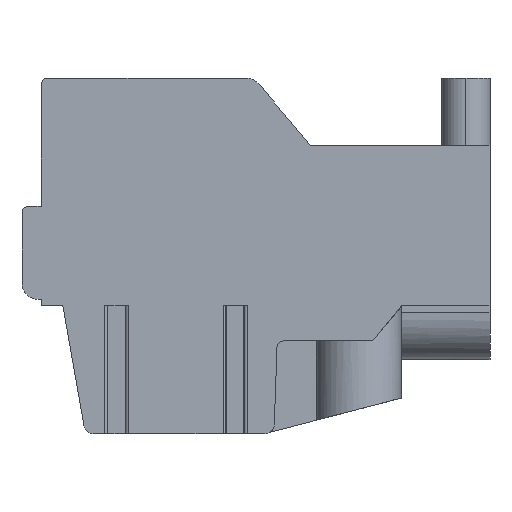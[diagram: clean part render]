
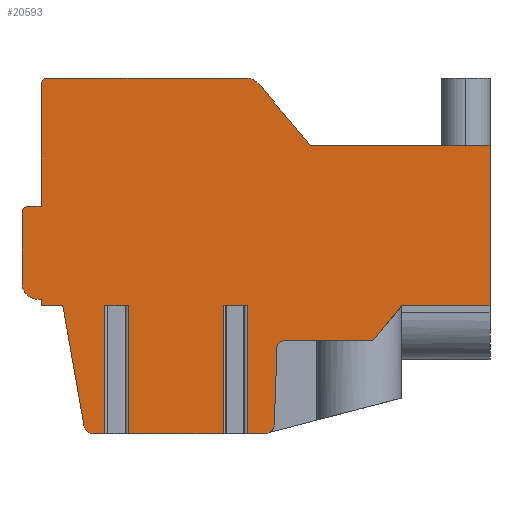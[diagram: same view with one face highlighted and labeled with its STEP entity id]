
A CAD part, front view. The second image highlights one B-rep face of the part: STEP entity #20593.
In plain terms, the highlighted planar face has unit normal (0, -1, 0).
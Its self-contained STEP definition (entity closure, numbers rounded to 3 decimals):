
#1=DIRECTION('',(1.,0.,0.));
#2=VECTOR('',#1,0.746);
#3=CARTESIAN_POINT('',(-12.023,0.,-7.186));
#4=LINE('',#3,#2);
#5=DIRECTION('',(0.,0.,-1.));
#6=VECTOR('',#5,4.);
#7=CARTESIAN_POINT('',(-12.023,0.,-7.186));
#8=LINE('',#7,#6);
#9=DIRECTION('',(-1.,0.,0.));
#10=VECTOR('',#9,0.348);
#11=CARTESIAN_POINT('',(-12.023,0.,-11.186));
#12=LINE('',#11,#10);
#13=CARTESIAN_POINT('',(-12.371,0.,-10.886));
#14=DIRECTION('',(0.,1.,0.));
#15=DIRECTION('',(0.,0.,-1.));
#16=AXIS2_PLACEMENT_3D('',#13,#14,#15);
#18=DIRECTION('',(-0.174,0.,0.985));
#19=VECTOR('',#18,3.81);
#20=CARTESIAN_POINT('',(-12.667,0.,-10.938));
#21=LINE('',#20,#19);
#22=DIRECTION('',(-1.,0.,0.));
#23=VECTOR('',#22,0.672);
#24=CARTESIAN_POINT('',(-13.328,0.,-7.186));
#25=LINE('',#24,#23);
#26=DIRECTION('',(0.,0.,1.));
#27=VECTOR('',#26,0.2);
#28=CARTESIAN_POINT('',(-14.,0.,-7.186));
#29=LINE('',#28,#27);
#30=DIRECTION('',(-1.,0.,0.));
#31=VECTOR('',#30,0.1);
#32=CARTESIAN_POINT('',(-14.,0.,-6.986));
#33=LINE('',#32,#31);
#34=CARTESIAN_POINT('',(-14.1,0.,-6.486));
#35=DIRECTION('',(0.,1.,0.));
#36=DIRECTION('',(0.,0.,-1.));
#37=AXIS2_PLACEMENT_3D('',#34,#35,#36);
#39=DIRECTION('',(0.,0.,1.));
#40=VECTOR('',#39,2.2);
#41=CARTESIAN_POINT('',(-14.6,0.,-6.486));
#42=LINE('',#41,#40);
#43=CARTESIAN_POINT('',(-14.4,0.,-4.286));
#44=DIRECTION('',(0.,1.,0.));
#45=DIRECTION('',(-1.,0.,0.));
#46=AXIS2_PLACEMENT_3D('',#43,#44,#45);
#48=DIRECTION('',(1.,0.,0.));
#49=VECTOR('',#48,0.4);
#50=CARTESIAN_POINT('',(-14.4,0.,-4.086));
#51=LINE('',#50,#49);
#52=DIRECTION('',(0.,0.,1.));
#53=VECTOR('',#52,3.8);
#54=CARTESIAN_POINT('',(-14.,0.,-4.086));
#55=LINE('',#54,#53);
#56=CARTESIAN_POINT('',(-13.8,0.,-0.286));
#57=DIRECTION('',(0.,1.,0.));
#58=DIRECTION('',(-1.,0.,0.));
#59=AXIS2_PLACEMENT_3D('',#56,#57,#58);
#61=DIRECTION('',(1.,0.,0.));
#62=VECTOR('',#61,6.205);
#63=CARTESIAN_POINT('',(-13.8,0.,-0.086));
#64=LINE('',#63,#62);
#65=CARTESIAN_POINT('',(-7.595,0.,-0.586));
#66=DIRECTION('',(0.,1.,0.));
#67=DIRECTION('',(0.,0.,1.));
#68=AXIS2_PLACEMENT_3D('',#65,#66,#67);
#70=DIRECTION('',(0.643,0.,-0.766));
#71=VECTOR('',#70,2.508);
#72=CARTESIAN_POINT('',(-7.212,0.,-0.264));
#73=LINE('',#72,#71);
#74=DIRECTION('',(1.,0.,0.));
#75=VECTOR('',#74,5.6);
#76=CARTESIAN_POINT('',(-5.6,0.,-2.186));
#77=LINE('',#76,#75);
#78=DIRECTION('',(0.,0.,-1.));
#79=VECTOR('',#78,5.);
#80=CARTESIAN_POINT('',(0.,0.,-2.186));
#81=LINE('',#80,#79);
#82=DIRECTION('',(-1.,0.,0.));
#83=VECTOR('',#82,2.75);
#84=CARTESIAN_POINT('',(0.,0.,-7.186));
#85=LINE('',#84,#83);
#86=DIRECTION('',(-0.635,0.,-0.773));
#87=VECTOR('',#86,1.423);
#88=CARTESIAN_POINT('',(-2.75,0.,-7.186));
#89=LINE('',#88,#87);
#90=DIRECTION('',(-1.,0.,0.));
#91=VECTOR('',#90,2.792);
#92=CARTESIAN_POINT('',(-3.653,0.,-8.286));
#93=LINE('',#92,#91);
#94=CARTESIAN_POINT('',(-6.445,0.,-8.486));
#95=DIRECTION('',(0.,-1.,0.));
#96=DIRECTION('',(0.,0.,1.));
#97=AXIS2_PLACEMENT_3D('',#94,#95,#96);
#99=DIRECTION('',(-0.035,0.,-0.999));
#100=VECTOR('',#99,2.419);
#101=CARTESIAN_POINT('',(-6.645,0.,-8.479));
#102=LINE('',#101,#100);
#103=CARTESIAN_POINT('',(-7.029,0.,-10.886));
#104=DIRECTION('',(0.,1.,0.));
#105=DIRECTION('',(0.999,0.,-0.035));
#106=AXIS2_PLACEMENT_3D('',#103,#104,#105);
#108=DIRECTION('',(-1.,0.,0.));
#109=VECTOR('',#108,0.547);
#110=CARTESIAN_POINT('',(-7.029,0.,-11.186));
#111=LINE('',#110,#109);
#112=DIRECTION('',(0.,0.,-1.));
#113=VECTOR('',#112,4.);
#114=CARTESIAN_POINT('',(-7.577,0.,-7.186));
#115=LINE('',#114,#113);
#116=DIRECTION('',(1.,0.,0.));
#117=VECTOR('',#116,0.746);
#118=CARTESIAN_POINT('',(-8.323,0.,-7.186));
#119=LINE('',#118,#117);
#120=DIRECTION('',(0.,0.,-1.));
#121=VECTOR('',#120,4.);
#122=CARTESIAN_POINT('',(-8.323,0.,-7.186));
#123=LINE('',#122,#121);
#124=DIRECTION('',(-1.,0.,0.));
#125=VECTOR('',#124,2.954);
#126=CARTESIAN_POINT('',(-8.323,0.,-11.186));
#127=LINE('',#126,#125);
#128=DIRECTION('',(0.,0.,-1.));
#129=VECTOR('',#128,4.);
#130=CARTESIAN_POINT('',(-11.277,0.,-7.186));
#131=LINE('',#130,#129);
#16126=CARTESIAN_POINT('',(-14.6,0.,-6.486));
#16127=CARTESIAN_POINT('',(-14.6,0.,-4.286));
#16128=VERTEX_POINT('',#16126);
#16129=VERTEX_POINT('',#16127);
#16130=CARTESIAN_POINT('',(-14.4,0.,-4.086));
#16131=VERTEX_POINT('',#16130);
#16132=CARTESIAN_POINT('',(-14.,0.,-4.086));
#16133=VERTEX_POINT('',#16132);
#16134=CARTESIAN_POINT('',(-14.,0.,-0.286));
#16135=VERTEX_POINT('',#16134);
#16136=CARTESIAN_POINT('',(-13.8,0.,-0.086));
#16137=VERTEX_POINT('',#16136);
#16138=CARTESIAN_POINT('',(-7.595,0.,-0.086));
#16139=VERTEX_POINT('',#16138);
#16140=CARTESIAN_POINT('',(-7.212,0.,-0.264));
#16141=VERTEX_POINT('',#16140);
#16142=CARTESIAN_POINT('',(-5.6,0.,-2.186));
#16143=VERTEX_POINT('',#16142);
#16144=CARTESIAN_POINT('',(0.,0.,-2.186));
#16145=VERTEX_POINT('',#16144);
#16146=CARTESIAN_POINT('',(0.,0.,-7.186));
#16147=VERTEX_POINT('',#16146);
#16148=CARTESIAN_POINT('',(-2.75,0.,-7.186));
#16149=VERTEX_POINT('',#16148);
#16150=CARTESIAN_POINT('',(-3.653,0.,-8.286));
#16151=VERTEX_POINT('',#16150);
#16152=CARTESIAN_POINT('',(-6.445,0.,-8.286));
#16153=VERTEX_POINT('',#16152);
#16154=CARTESIAN_POINT('',(-6.645,0.,-8.479));
#16155=VERTEX_POINT('',#16154);
#16156=CARTESIAN_POINT('',(-6.73,0.,-10.896));
#16157=VERTEX_POINT('',#16156);
#16158=CARTESIAN_POINT('',(-7.029,0.,-11.186));
#16159=VERTEX_POINT('',#16158);
#16160=CARTESIAN_POINT('',(-12.371,0.,-11.186));
#16161=CARTESIAN_POINT('',(-12.667,0.,-10.938));
#16162=VERTEX_POINT('',#16160);
#16163=VERTEX_POINT('',#16161);
#16164=CARTESIAN_POINT('',(-13.328,0.,-7.186));
#16165=VERTEX_POINT('',#16164);
#16166=CARTESIAN_POINT('',(-14.,0.,-7.186));
#16167=VERTEX_POINT('',#16166);
#16168=CARTESIAN_POINT('',(-14.,0.,-6.986));
#16169=VERTEX_POINT('',#16168);
#16170=CARTESIAN_POINT('',(-14.1,0.,-6.986));
#16171=VERTEX_POINT('',#16170);
#16617=CARTESIAN_POINT('',(-12.023,0.,-7.186));
#16618=CARTESIAN_POINT('',(-11.277,0.,-7.186));
#16619=VERTEX_POINT('',#16617);
#16620=VERTEX_POINT('',#16618);
#16621=CARTESIAN_POINT('',(-8.323,0.,-7.186));
#16622=CARTESIAN_POINT('',(-7.577,0.,-7.186));
#16623=VERTEX_POINT('',#16621);
#16624=VERTEX_POINT('',#16622);
#16625=CARTESIAN_POINT('',(-11.277,0.,-11.186));
#16626=VERTEX_POINT('',#16625);
#16627=CARTESIAN_POINT('',(-12.023,0.,-11.186));
#16628=VERTEX_POINT('',#16627);
#16629=CARTESIAN_POINT('',(-8.323,0.,-11.186));
#16630=VERTEX_POINT('',#16629);
#16631=CARTESIAN_POINT('',(-7.577,0.,-11.186));
#16632=VERTEX_POINT('',#16631);
#20524=CARTESIAN_POINT('',(0.,0.,0.));
#20525=DIRECTION('',(0.,1.,0.));
#20526=DIRECTION('',(1.,0.,0.));
#20527=AXIS2_PLACEMENT_3D('',#20524,#20525,#20526);
#20528=PLANE('',#20527);
#20530=ORIENTED_EDGE('',*,*,#20529,.F.);
#20532=ORIENTED_EDGE('',*,*,#20531,.T.);
#20534=ORIENTED_EDGE('',*,*,#20533,.T.);
#20536=ORIENTED_EDGE('',*,*,#20535,.T.);
#20538=ORIENTED_EDGE('',*,*,#20537,.T.);
#20540=ORIENTED_EDGE('',*,*,#20539,.T.);
#20542=ORIENTED_EDGE('',*,*,#20541,.T.);
#20544=ORIENTED_EDGE('',*,*,#20543,.T.);
#20546=ORIENTED_EDGE('',*,*,#20545,.T.);
#20548=ORIENTED_EDGE('',*,*,#20547,.T.);
#20550=ORIENTED_EDGE('',*,*,#20549,.T.);
#20552=ORIENTED_EDGE('',*,*,#20551,.T.);
#20554=ORIENTED_EDGE('',*,*,#20553,.T.);
#20556=ORIENTED_EDGE('',*,*,#20555,.T.);
#20558=ORIENTED_EDGE('',*,*,#20557,.T.);
#20560=ORIENTED_EDGE('',*,*,#20559,.T.);
#20562=ORIENTED_EDGE('',*,*,#20561,.T.);
#20564=ORIENTED_EDGE('',*,*,#20563,.T.);
#20566=ORIENTED_EDGE('',*,*,#20565,.T.);
#20568=ORIENTED_EDGE('',*,*,#20567,.T.);
#20570=ORIENTED_EDGE('',*,*,#20569,.T.);
#20572=ORIENTED_EDGE('',*,*,#20571,.T.);
#20574=ORIENTED_EDGE('',*,*,#20573,.T.);
#20576=ORIENTED_EDGE('',*,*,#20575,.T.);
#20578=ORIENTED_EDGE('',*,*,#20577,.T.);
#20580=ORIENTED_EDGE('',*,*,#20579,.T.);
#20582=ORIENTED_EDGE('',*,*,#20581,.F.);
#20584=ORIENTED_EDGE('',*,*,#20583,.F.);
#20586=ORIENTED_EDGE('',*,*,#20585,.T.);
#20588=ORIENTED_EDGE('',*,*,#20587,.T.);
#20590=ORIENTED_EDGE('',*,*,#20589,.F.);
#20591=EDGE_LOOP('',(#20530,#20532,#20534,#20536,#20538,#20540,#20542,#20544,
#20546,#20548,#20550,#20552,#20554,#20556,#20558,#20560,#20562,#20564,#20566,
#20568,#20570,#20572,#20574,#20576,#20578,#20580,#20582,#20584,#20586,#20588,
#20590));
#20592=FACE_OUTER_BOUND('',#20591,.F.);
#20593=ADVANCED_FACE('',(#20592),#20528,.F.);
#17=CIRCLE('',#16,0.3);
#38=CIRCLE('',#37,0.5);
#47=CIRCLE('',#46,0.2);
#60=CIRCLE('',#59,0.2);
#69=CIRCLE('',#68,0.5);
#98=CIRCLE('',#97,0.2);
#107=CIRCLE('',#106,0.3);
#20529=EDGE_CURVE('',#16619,#16620,#4,.T.);
#20531=EDGE_CURVE('',#16619,#16628,#8,.T.);
#20533=EDGE_CURVE('',#16628,#16162,#12,.T.);
#20535=EDGE_CURVE('',#16162,#16163,#17,.T.);
#20537=EDGE_CURVE('',#16163,#16165,#21,.T.);
#20539=EDGE_CURVE('',#16165,#16167,#25,.T.);
#20541=EDGE_CURVE('',#16167,#16169,#29,.T.);
#20543=EDGE_CURVE('',#16169,#16171,#33,.T.);
#20545=EDGE_CURVE('',#16171,#16128,#38,.T.);
#20547=EDGE_CURVE('',#16128,#16129,#42,.T.);
#20549=EDGE_CURVE('',#16129,#16131,#47,.T.);
#20551=EDGE_CURVE('',#16131,#16133,#51,.T.);
#20553=EDGE_CURVE('',#16133,#16135,#55,.T.);
#20555=EDGE_CURVE('',#16135,#16137,#60,.T.);
#20557=EDGE_CURVE('',#16137,#16139,#64,.T.);
#20559=EDGE_CURVE('',#16139,#16141,#69,.T.);
#20561=EDGE_CURVE('',#16141,#16143,#73,.T.);
#20563=EDGE_CURVE('',#16143,#16145,#77,.T.);
#20565=EDGE_CURVE('',#16145,#16147,#81,.T.);
#20567=EDGE_CURVE('',#16147,#16149,#85,.T.);
#20569=EDGE_CURVE('',#16149,#16151,#89,.T.);
#20571=EDGE_CURVE('',#16151,#16153,#93,.T.);
#20573=EDGE_CURVE('',#16153,#16155,#98,.T.);
#20575=EDGE_CURVE('',#16155,#16157,#102,.T.);
#20577=EDGE_CURVE('',#16157,#16159,#107,.T.);
#20579=EDGE_CURVE('',#16159,#16632,#111,.T.);
#20581=EDGE_CURVE('',#16624,#16632,#115,.T.);
#20583=EDGE_CURVE('',#16623,#16624,#119,.T.);
#20585=EDGE_CURVE('',#16623,#16630,#123,.T.);
#20587=EDGE_CURVE('',#16630,#16626,#127,.T.);
#20589=EDGE_CURVE('',#16620,#16626,#131,.T.);
